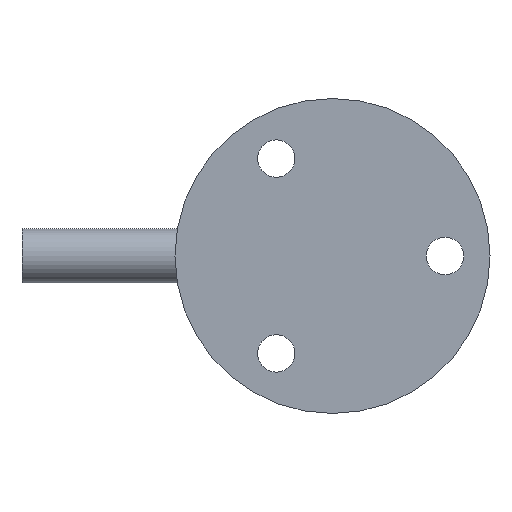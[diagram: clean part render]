
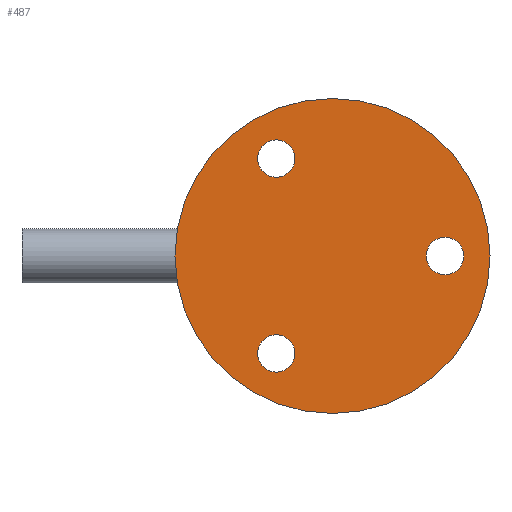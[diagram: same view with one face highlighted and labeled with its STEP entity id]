
A CAD part, left-side view. The second image highlights one B-rep face of the part: STEP entity #487.
In plain terms, the highlighted planar face has unit normal (-1, 0, 0).
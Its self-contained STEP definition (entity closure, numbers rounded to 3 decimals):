
#2 = VERTEX_POINT ( 'NONE', #152 ) ;
#4 = DIRECTION ( 'NONE',  ( 1., 0., 0. ) ) ;
#6 = CIRCLE ( 'NONE', #447, 4.15 ) ;
#30 = CIRCLE ( 'NONE', #465, 4.15 ) ;
#31 = AXIS2_PLACEMENT_3D ( 'NONE', #395, #623, #284 ) ;
#34 = DIRECTION ( 'NONE',  ( 1., 0., 0. ) ) ;
#39 = DIRECTION ( 'NONE',  ( 0., 0., -1. ) ) ;
#47 = AXIS2_PLACEMENT_3D ( 'NONE', #675, #658, #607 ) ;
#56 = VERTEX_POINT ( 'NONE', #746 ) ;
#67 = CARTESIAN_POINT ( 'NONE',  ( 0., 12.5, -21.651 ) ) ;
#78 = DIRECTION ( 'NONE',  ( 1., 0., 0. ) ) ;
#81 = CARTESIAN_POINT ( 'NONE',  ( 0., -25., 0. ) ) ;
#92 = EDGE_LOOP ( 'NONE', ( #594, #143 ) ) ;
#97 = VERTEX_POINT ( 'NONE', #456 ) ;
#116 = DIRECTION ( 'NONE',  ( 1., 0., 0. ) ) ;
#133 = CIRCLE ( 'NONE', #31, 4.15 ) ;
#143 = ORIENTED_EDGE ( 'NONE', *, *, #533, .T. ) ;
#147 = EDGE_CURVE ( 'NONE', #56, #97, #30, .T. ) ;
#152 = CARTESIAN_POINT ( 'NONE',  ( 0., -25., -4.15 ) ) ;
#156 = DIRECTION ( 'NONE',  ( 0., 0., -1. ) ) ;
#165 = EDGE_LOOP ( 'NONE', ( #693, #240 ) ) ;
#167 = EDGE_CURVE ( 'NONE', #227, #213, #197, .T. ) ;
#169 = FACE_OUTER_BOUND ( 'NONE', #328, .T. ) ;
#181 = DIRECTION ( 'NONE',  ( 0., 0., -1. ) ) ;
#188 = DIRECTION ( 'NONE',  ( 0., 0., -1. ) ) ;
#197 = CIRCLE ( 'NONE', #292, 35. ) ;
#202 = CARTESIAN_POINT ( 'NONE',  ( 0., -25., 4.15 ) ) ;
#210 = CARTESIAN_POINT ( 'NONE',  ( 0., 12.5, 25.801 ) ) ;
#213 = VERTEX_POINT ( 'NONE', #764 ) ;
#216 = EDGE_CURVE ( 'NONE', #97, #56, #339, .T. ) ;
#227 = VERTEX_POINT ( 'NONE', #705 ) ;
#240 = ORIENTED_EDGE ( 'NONE', *, *, #147, .T. ) ;
#250 = EDGE_LOOP ( 'NONE', ( #478, #430 ) ) ;
#265 = ORIENTED_EDGE ( 'NONE', *, *, #167, .F. ) ;
#281 = FACE_BOUND ( 'NONE', #165, .T. ) ;
#282 = EDGE_CURVE ( 'NONE', #592, #2, #371, .T. ) ;
#284 = DIRECTION ( 'NONE',  ( 0., 0., -1. ) ) ;
#287 = FACE_BOUND ( 'NONE', #250, .T. ) ;
#289 = EDGE_CURVE ( 'NONE', #2, #592, #6, .T. ) ;
#292 = AXIS2_PLACEMENT_3D ( 'NONE', #358, #644, #188 ) ;
#303 = AXIS2_PLACEMENT_3D ( 'NONE', #526, #34, #39 ) ;
#327 = EDGE_CURVE ( 'NONE', #213, #227, #522, .T. ) ;
#328 = EDGE_LOOP ( 'NONE', ( #600, #265 ) ) ;
#339 = CIRCLE ( 'NONE', #568, 4.15 ) ;
#351 = PLANE ( 'NONE',  #512 ) ;
#354 = DIRECTION ( 'NONE',  ( 0., 0., -1. ) ) ;
#358 = CARTESIAN_POINT ( 'NONE',  ( 0., 0., 0. ) ) ;
#371 = CIRCLE ( 'NONE', #47, 4.15 ) ;
#376 = CARTESIAN_POINT ( 'NONE',  ( 0., 0., 0. ) ) ;
#385 = CARTESIAN_POINT ( 'NONE',  ( 0., 12.5, 17.501 ) ) ;
#395 = CARTESIAN_POINT ( 'NONE',  ( 0., 12.5, 21.651 ) ) ;
#403 = DIRECTION ( 'NONE',  ( 0., 0., -1. ) ) ;
#426 = CARTESIAN_POINT ( 'NONE',  ( 0., 12.5, -21.651 ) ) ;
#430 = ORIENTED_EDGE ( 'NONE', *, *, #282, .T. ) ;
#447 = AXIS2_PLACEMENT_3D ( 'NONE', #81, #511, #502 ) ;
#453 = CARTESIAN_POINT ( 'NONE',  ( 0., 0., 0. ) ) ;
#456 = CARTESIAN_POINT ( 'NONE',  ( 0., 12.5, -25.801 ) ) ;
#465 = AXIS2_PLACEMENT_3D ( 'NONE', #426, #4, #181 ) ;
#478 = ORIENTED_EDGE ( 'NONE', *, *, #289, .T. ) ;
#487 = ADVANCED_FACE ( 'NONE', ( #756, #281, #287, #169 ), #351, .F. ) ;
#502 = DIRECTION ( 'NONE',  ( 0., 0., -1. ) ) ;
#511 = DIRECTION ( 'NONE',  ( 1., 0., 0. ) ) ;
#512 = AXIS2_PLACEMENT_3D ( 'NONE', #453, #754, #403 ) ;
#522 = CIRCLE ( 'NONE', #616, 35. ) ;
#526 = CARTESIAN_POINT ( 'NONE',  ( 0., 12.5, 21.651 ) ) ;
#533 = EDGE_CURVE ( 'NONE', #755, #753, #133, .T. ) ;
#543 = EDGE_CURVE ( 'NONE', #753, #755, #659, .T. ) ;
#568 = AXIS2_PLACEMENT_3D ( 'NONE', #67, #116, #354 ) ;
#592 = VERTEX_POINT ( 'NONE', #202 ) ;
#594 = ORIENTED_EDGE ( 'NONE', *, *, #543, .T. ) ;
#600 = ORIENTED_EDGE ( 'NONE', *, *, #327, .F. ) ;
#607 = DIRECTION ( 'NONE',  ( 0., 0., -1. ) ) ;
#616 = AXIS2_PLACEMENT_3D ( 'NONE', #376, #78, #156 ) ;
#623 = DIRECTION ( 'NONE',  ( 1., 0., 0. ) ) ;
#644 = DIRECTION ( 'NONE',  ( 1., 0., 0. ) ) ;
#658 = DIRECTION ( 'NONE',  ( 1., 0., 0. ) ) ;
#659 = CIRCLE ( 'NONE', #303, 4.15 ) ;
#675 = CARTESIAN_POINT ( 'NONE',  ( 0., -25., 0. ) ) ;
#693 = ORIENTED_EDGE ( 'NONE', *, *, #216, .T. ) ;
#705 = CARTESIAN_POINT ( 'NONE',  ( 0., 0., -35. ) ) ;
#746 = CARTESIAN_POINT ( 'NONE',  ( 0., 12.5, -17.501 ) ) ;
#753 = VERTEX_POINT ( 'NONE', #385 ) ;
#754 = DIRECTION ( 'NONE',  ( 1., 0., 0. ) ) ;
#755 = VERTEX_POINT ( 'NONE', #210 ) ;
#756 = FACE_BOUND ( 'NONE', #92, .T. ) ;
#764 = CARTESIAN_POINT ( 'NONE',  ( 0., 0., 35. ) ) ;
